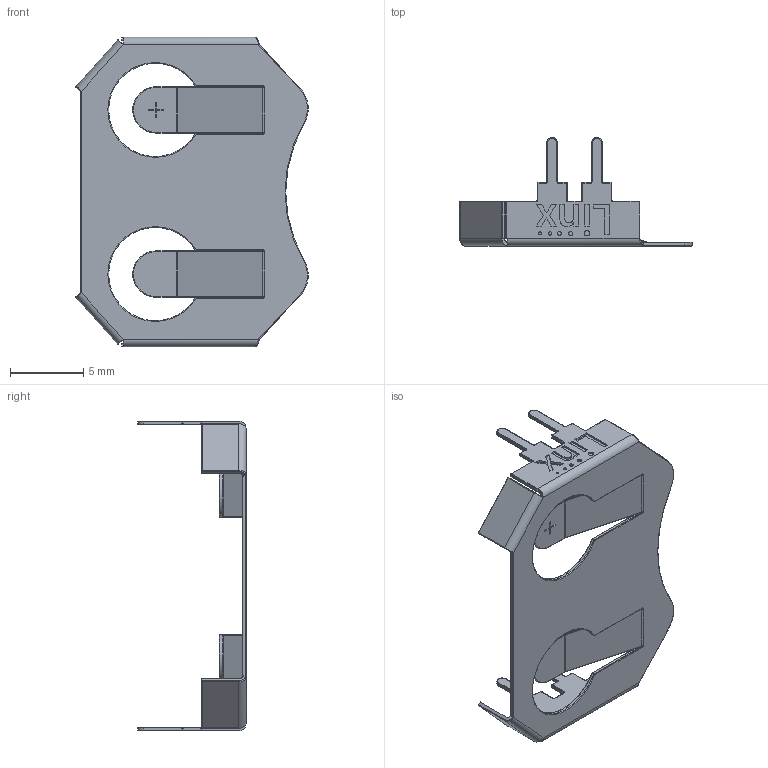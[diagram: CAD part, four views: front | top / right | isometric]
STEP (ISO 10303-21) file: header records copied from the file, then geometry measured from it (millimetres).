
FILE_DESCRIPTION (( 'STEP AP214' ), '1' );
FILE_NAME ('BAT-HLD-001-THM.STEP', '2021-05-24T13:05:26', ( '' ), ( '' ), 'SwSTEP 2.0', 'SolidWorks 2018', '' );
FILE_SCHEMA (( 'AUTOMOTIVE_DESIGN' ));
Length unit declared in the file: inch
Products named in the file (1): BAT-HLD-001-THM
Bounding box: 15.82 x 7.37 x 21.08 mm (x, y, z)
Volume: 87.5 mm3; surface area: 744.6 mm2
Topology: 1 solids, 1 shells, 653 faces, 1587 edges, 940 vertices
Faces by surface type: cylinder 333, plane 146, torus 79, sphere 70, bspline 25
Entity records: 19374 total; most frequent: CARTESIAN_POINT 3745, DIRECTION 3546, ORIENTED_EDGE 3162, EDGE_CURVE 1581, AXIS2_PLACEMENT_3D 1406, VERTEX_POINT 940, CIRCLE 777, LINE 734
